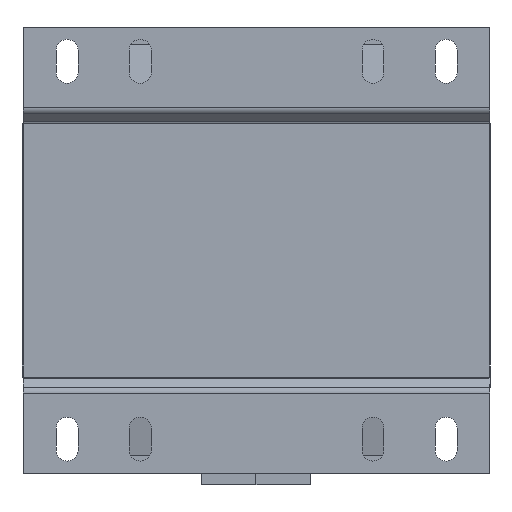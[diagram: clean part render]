
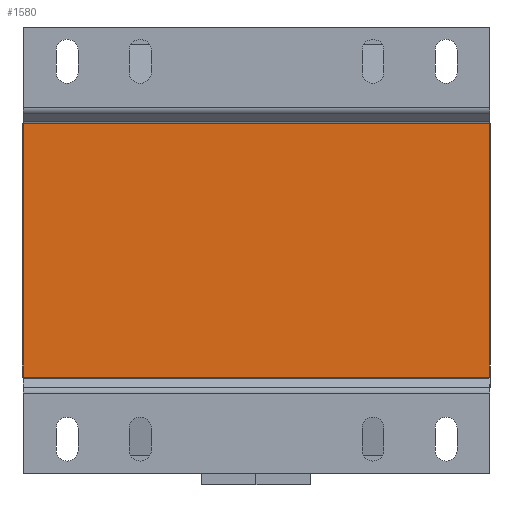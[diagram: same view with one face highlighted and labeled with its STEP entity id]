
A CAD part, front view. The second image highlights one B-rep face of the part: STEP entity #1580.
In plain terms, the highlighted planar face has unit normal (0, -1, 0).
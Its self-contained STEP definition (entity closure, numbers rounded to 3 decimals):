
#40 = LINE ( 'NONE', #3450, #7075 ) ;
#58 = ORIENTED_EDGE ( 'NONE', *, *, #3428, .F. ) ;
#222 = AXIS2_PLACEMENT_3D ( 'NONE', #2461, #7386, #8100 ) ;
#1090 = VERTEX_POINT ( 'NONE', #5381 ) ;
#1535 = CARTESIAN_POINT ( 'NONE',  ( -95.5, -82.5, 93. ) ) ;
#1580 = ADVANCED_FACE ( 'Defeature ausgef�hrt2_96', ( #2318 ), #5961, .F. ) ;
#1639 = CARTESIAN_POINT ( 'NONE',  ( 96., -82.5, -52. ) ) ;
#2261 = DIRECTION ( 'NONE',  ( 0., 0., 1. ) ) ;
#2265 = VERTEX_POINT ( 'NONE', #1639 ) ;
#2276 = VERTEX_POINT ( 'NONE', #8016 ) ;
#2318 = FACE_OUTER_BOUND ( 'NONE', #4939, .T. ) ;
#2379 = EDGE_CURVE ( 'Defeature ausgef�hrt2_96+Defeature ausgef�hrt2_97+Defeature ausgef�hrt2_102+Defeature ausgef�hrt2_112', #2276, #2265, #8714, .T. ) ;
#2461 = CARTESIAN_POINT ( 'NONE',  ( 0.25, -82.5, 0. ) ) ;
#3327 = LINE ( 'NONE', #7374, #6094 ) ;
#3338 = VERTEX_POINT ( 'NONE', #7165 ) ;
#3389 = LINE ( 'NONE', #1535, #8379 ) ;
#3428 = EDGE_CURVE ( 'Defeature ausgef�hrt2_102+Defeature ausgef�hrt2_96+Defeature ausgef�hrt2_97+Defeature ausgef�hrt2_105', #2276, #1090, #3389, .T. ) ;
#3450 = CARTESIAN_POINT ( 'NONE',  ( 96., -82.5, 93. ) ) ;
#3719 = DIRECTION ( 'NONE',  ( 1., 0., 0. ) ) ;
#3782 = CARTESIAN_POINT ( 'NONE',  ( 96., -82.5, -52. ) ) ;
#4939 = EDGE_LOOP ( 'NONE', ( #5405, #58, #5221, #6192 ) ) ;
#5221 = ORIENTED_EDGE ( 'NONE', *, *, #2379, .T. ) ;
#5304 = DIRECTION ( 'NONE',  ( -1., 0., 0. ) ) ;
#5381 = CARTESIAN_POINT ( 'NONE',  ( -95.5, -82.5, 52. ) ) ;
#5405 = ORIENTED_EDGE ( 'NONE', *, *, #7181, .T. ) ;
#5961 = PLANE ( 'NONE',  #222 ) ;
#6094 = VECTOR ( 'NONE', #5304, 1000. ) ;
#6192 = ORIENTED_EDGE ( 'NONE', *, *, #7484, .F. ) ;
#6231 = DIRECTION ( 'NONE',  ( 0., 0., -1. ) ) ;
#7075 = VECTOR ( 'NONE', #6231, 1000. ) ;
#7165 = CARTESIAN_POINT ( 'NONE',  ( 96., -82.5, 52. ) ) ;
#7181 = EDGE_CURVE ( 'Defeature ausgef�hrt2_96+Defeature ausgef�hrt2_105+Defeature ausgef�hrt2_112+Defeature ausgef�hrt2_102', #3338, #1090, #3327, .T. ) ;
#7374 = CARTESIAN_POINT ( 'NONE',  ( 96., -82.5, 52. ) ) ;
#7386 = DIRECTION ( 'NONE',  ( 0., 1., 0. ) ) ;
#7484 = EDGE_CURVE ( 'Defeature ausgef�hrt2_112+Defeature ausgef�hrt2_96+Defeature ausgef�hrt2_105+Defeature ausgef�hrt2_97', #3338, #2265, #40, .T. ) ;
#8016 = CARTESIAN_POINT ( 'NONE',  ( -95.5, -82.5, -52. ) ) ;
#8100 = DIRECTION ( 'NONE',  ( 0., 0., 1. ) ) ;
#8379 = VECTOR ( 'NONE', #2261, 1000. ) ;
#8714 = LINE ( 'NONE', #3782, #8946 ) ;
#8946 = VECTOR ( 'NONE', #3719, 1000. ) ;
